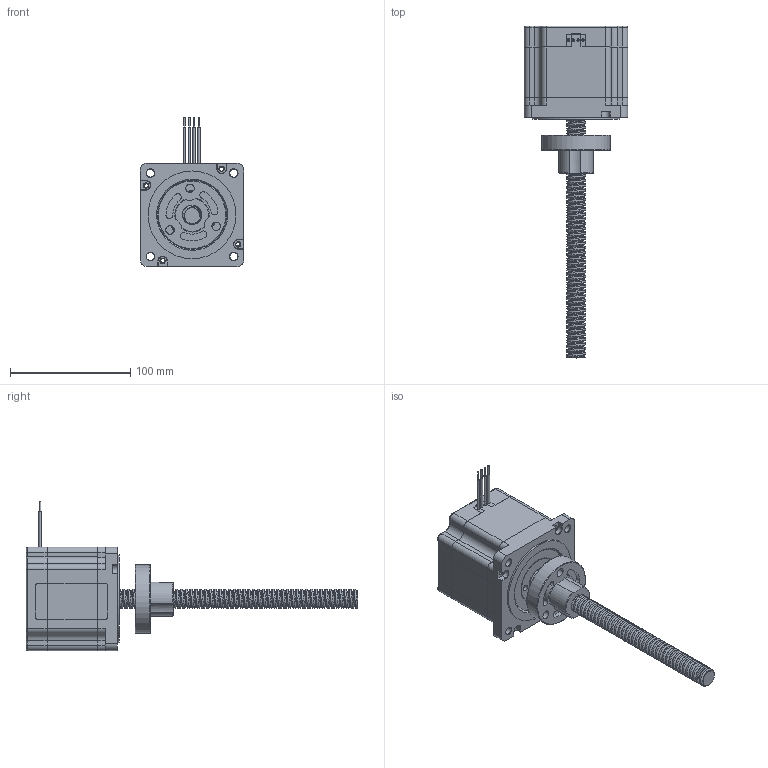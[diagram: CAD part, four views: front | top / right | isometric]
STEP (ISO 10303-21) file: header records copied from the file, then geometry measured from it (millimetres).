
FILE_DESCRIPTION(/* description */ (''),/* implementation_level */ '2;1');
FILE_NAME(/* name */ '34E21-200.stp',/* time_stamp */ '2020-08-06T09:46:41+08:00',/* author */ ('gj5217'),/* organization */ (''),/* preprocessor_version */ 'ST-DEVELOPER v16.1',/* originating_system */ 'Autodesk Inventor 2016',/* authorisation */ '');
FILE_SCHEMA (('AUTOMOTIVE_DESIGN { 1 0 10303 214 3 1 1 }'));
Length unit declared in the file: millimetre
Products named in the file (9): 02-030; 01-013; 01-014; 06-010; 15.875; 86铭牌; 57铭牌; 06-185; 34E2113K4-120SNSN-030
Assembly tree (8 placements, depth 2):
  34E2113K4-120SNSN-030
    02-030
    01-013
    01-014
    06-010
    15.875
    86铭牌
    57铭牌
    06-185
Bounding box: 86.1 x 276 x 124 mm (x, y, z)
Volume: 293758.4 mm3; surface area: 136667.5 mm2
Topology: 8 solids, 8 shells, 451 faces, 1174 edges, 763 vertices
Faces by surface type: cylinder 214, plane 199, torus 22, cone 14, bspline 2
Full cylindrical faces by diameter (mm): 1.2 x4, 2 x4, 3.3 x4, 4.45 x8, 4.5 x4, 5 x2, 6.57 x4, 7 x3, 12.8 x1, 20.6 x1, 21 x1, 36 x1, 40 x3, 42 x2, 52.3 x2, 53.5 x2, 57.15 x1, 73 x1, 74.878 x2, 79.91 x1, 80 x2
Entity records: 22817 total; most frequent: CARTESIAN_POINT 11406, DIRECTION 2526, ORIENTED_EDGE 2156, EDGE_CURVE 1078, AXIS2_PLACEMENT_3D 998, VERTEX_POINT 736, EDGE_LOOP 604, CIRCLE 532
